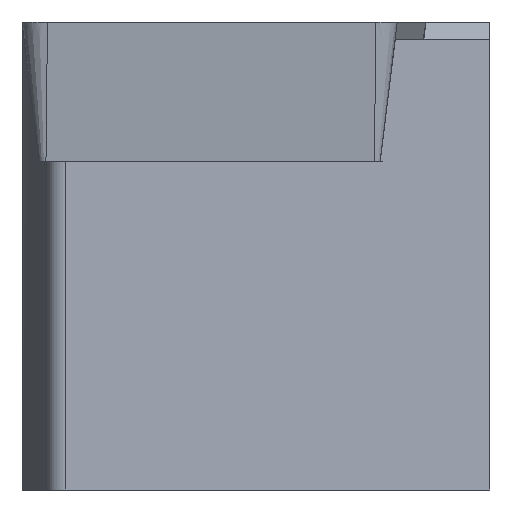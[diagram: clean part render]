
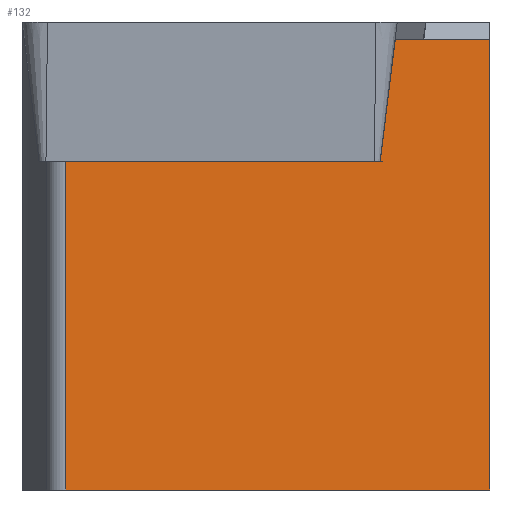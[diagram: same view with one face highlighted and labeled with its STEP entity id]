
A CAD part, left-side view. The second image highlights one B-rep face of the part: STEP entity #132.
In plain terms, the highlighted planar face has unit normal (-0.996, -0.087, 0).
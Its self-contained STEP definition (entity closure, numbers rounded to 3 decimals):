
#132=ADVANCED_FACE('',(#174),#154,.F.);
#154=PLANE('',#548);
#174=FACE_OUTER_BOUND('',#198,.T.);
#198=EDGE_LOOP('',(#355,#356,#357,#358,#359,#360));
#216=LINE('',#706,#262);
#226=LINE('',#725,#272);
#229=LINE('',#735,#275);
#236=LINE('',#750,#282);
#237=LINE('',#754,#283);
#238=LINE('',#756,#284);
#262=VECTOR('',#580,1.);
#272=VECTOR('',#596,1.);
#275=VECTOR('',#607,1.);
#282=VECTOR('',#622,1.);
#283=VECTOR('',#627,1.);
#284=VECTOR('',#628,1.);
#355=ORIENTED_EDGE('',*,*,#491,.T.);
#356=ORIENTED_EDGE('',*,*,#489,.T.);
#357=ORIENTED_EDGE('',*,*,#467,.F.);
#358=ORIENTED_EDGE('',*,*,#477,.F.);
#359=ORIENTED_EDGE('',*,*,#481,.F.);
#360=ORIENTED_EDGE('',*,*,#492,.T.);
#422=VERTEX_POINT('',#694);
#428=VERTEX_POINT('',#705);
#434=VERTEX_POINT('',#724);
#436=VERTEX_POINT('',#733);
#442=VERTEX_POINT('',#751);
#443=VERTEX_POINT('',#755);
#467=EDGE_CURVE('',#428,#422,#216,.T.);
#477=EDGE_CURVE('',#434,#428,#226,.T.);
#481=EDGE_CURVE('',#436,#434,#229,.T.);
#489=EDGE_CURVE('',#442,#422,#236,.T.);
#491=EDGE_CURVE('',#443,#442,#237,.T.);
#492=EDGE_CURVE('',#436,#443,#238,.T.);
#548=AXIS2_PLACEMENT_3D('',#757,#629,#630);
#580=DIRECTION('',(-0.087,0.996,0.));
#596=DIRECTION('',(0.,0.,-1.));
#607=DIRECTION('',(0.087,-0.996,0.));
#622=DIRECTION('',(0.,0.,-1.));
#627=DIRECTION('',(-0.087,0.996,0.));
#628=DIRECTION('',(-0.011,0.123,-0.992));
#629=DIRECTION('',(0.996,0.087,0.));
#630=DIRECTION('',(0.087,-0.996,0.));
#694=CARTESIAN_POINT('',(0.423,7.252,-8.));
#705=CARTESIAN_POINT('',(1.057,0.,-8.));
#706=CARTESIAN_POINT('',(0.423,7.252,-8.));
#724=CARTESIAN_POINT('',(1.057,0.,-0.3));
#725=CARTESIAN_POINT('',(1.057,0.,-30.));
#733=CARTESIAN_POINT('',(0.915,1.619,-0.3));
#735=CARTESIAN_POINT('',(0.423,7.252,-0.3));
#750=CARTESIAN_POINT('',(0.423,7.252,-30.));
#751=CARTESIAN_POINT('',(0.423,7.252,-2.38));
#754=CARTESIAN_POINT('',(0.423,7.252,-2.38));
#755=CARTESIAN_POINT('',(0.893,1.877,-2.38));
#756=CARTESIAN_POINT('',(0.59,5.338,-30.24));
#757=CARTESIAN_POINT('',(0.423,7.252,-30.));
